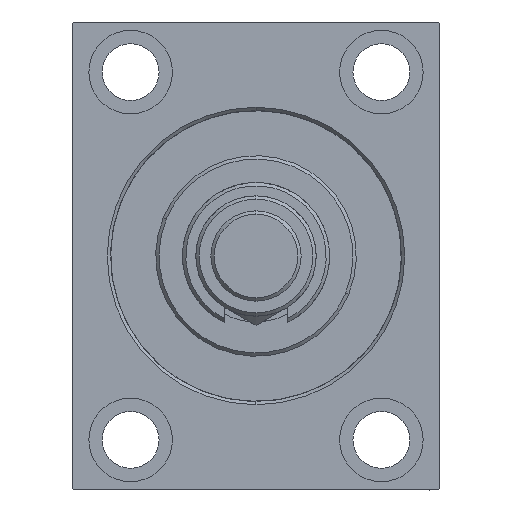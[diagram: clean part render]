
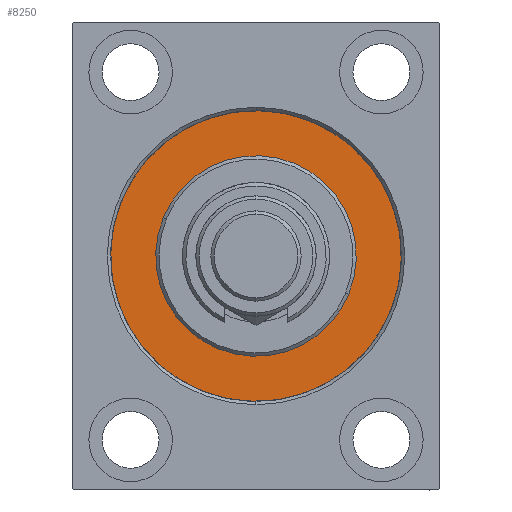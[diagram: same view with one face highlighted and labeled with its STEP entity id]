
A CAD part, left-side view. The second image highlights one B-rep face of the part: STEP entity #8250.
In plain terms, the highlighted face is planar.
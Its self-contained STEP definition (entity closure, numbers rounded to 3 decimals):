
#40 = CIRCLE ( 'NONE', #16678, 30. ) ;
#505 = ORIENTED_EDGE ( 'NONE', *, *, #14493, .F. ) ;
#509 = ORIENTED_EDGE ( 'NONE', *, *, #30617, .F. ) ;
#2858 = CARTESIAN_POINT ( 'NONE',  ( 0., 0., 30. ) ) ;
#3477 = EDGE_CURVE ( 'NONE', #30660, #30484, #40, .T. ) ;
#6604 = DIRECTION ( 'NONE',  ( 0., 0., 1. ) ) ;
#7057 = CARTESIAN_POINT ( 'NONE',  ( 0., 0., 0. ) ) ;
#7690 = CARTESIAN_POINT ( 'NONE',  ( 0., 0., 0. ) ) ;
#8080 = CARTESIAN_POINT ( 'NONE',  ( 0., 0., 43.5 ) ) ;
#8250 = ADVANCED_FACE ( 'NONE', ( #29446, #18765 ), #21861, .F. ) ;
#9699 = CARTESIAN_POINT ( 'NONE',  ( 0., 0., 0. ) ) ;
#13151 = VERTEX_POINT ( 'NONE', #24964 ) ;
#13929 = DIRECTION ( 'NONE',  ( 0., 0., -1. ) ) ;
#14493 = EDGE_CURVE ( 'NONE', #34560, #13151, #40313, .T. ) ;
#15493 = EDGE_LOOP ( 'NONE', ( #509, #505 ) ) ;
#15677 = DIRECTION ( 'NONE',  ( -1., 0., 0. ) ) ;
#16678 = AXIS2_PLACEMENT_3D ( 'NONE', #7057, #43567, #13929 ) ;
#17681 = AXIS2_PLACEMENT_3D ( 'NONE', #7690, #36615, #33289 ) ;
#18013 = EDGE_CURVE ( 'NONE', #30484, #30660, #37361, .T. ) ;
#18016 = DIRECTION ( 'NONE',  ( -1., 0., 0. ) ) ;
#18299 = DIRECTION ( 'NONE',  ( 0., 0., 1. ) ) ;
#18765 = FACE_OUTER_BOUND ( 'NONE', #15493, .T. ) ;
#21861 = PLANE ( 'NONE',  #43959 ) ;
#24964 = CARTESIAN_POINT ( 'NONE',  ( 0., 0., -43.5 ) ) ;
#29446 = FACE_BOUND ( 'NONE', #34542, .T. ) ;
#30484 = VERTEX_POINT ( 'NONE', #2858 ) ;
#30617 = EDGE_CURVE ( 'NONE', #13151, #34560, #42937, .T. ) ;
#30660 = VERTEX_POINT ( 'NONE', #43864 ) ;
#31957 = ORIENTED_EDGE ( 'NONE', *, *, #18013, .F. ) ;
#32491 = DIRECTION ( 'NONE',  ( 0., 0., 1. ) ) ;
#32724 = CARTESIAN_POINT ( 'NONE',  ( 0., 0., 0. ) ) ;
#33219 = ORIENTED_EDGE ( 'NONE', *, *, #3477, .F. ) ;
#33289 = DIRECTION ( 'NONE',  ( 0., 0., -1. ) ) ;
#33467 = AXIS2_PLACEMENT_3D ( 'NONE', #9699, #39087, #6604 ) ;
#34542 = EDGE_LOOP ( 'NONE', ( #31957, #33219 ) ) ;
#34560 = VERTEX_POINT ( 'NONE', #8080 ) ;
#36329 = CARTESIAN_POINT ( 'NONE',  ( 0., 0., 0. ) ) ;
#36615 = DIRECTION ( 'NONE',  ( 1., 0., 0. ) ) ;
#37361 = CIRCLE ( 'NONE', #17681, 30. ) ;
#39087 = DIRECTION ( 'NONE',  ( -1., 0., 0. ) ) ;
#40313 = CIRCLE ( 'NONE', #33467, 43.5 ) ;
#42937 = CIRCLE ( 'NONE', #45201, 43.5 ) ;
#43567 = DIRECTION ( 'NONE',  ( 1., 0., 0. ) ) ;
#43864 = CARTESIAN_POINT ( 'NONE',  ( 0., 0., -30. ) ) ;
#43959 = AXIS2_PLACEMENT_3D ( 'NONE', #36329, #15677, #18299 ) ;
#45201 = AXIS2_PLACEMENT_3D ( 'NONE', #32724, #18016, #32491 ) ;
